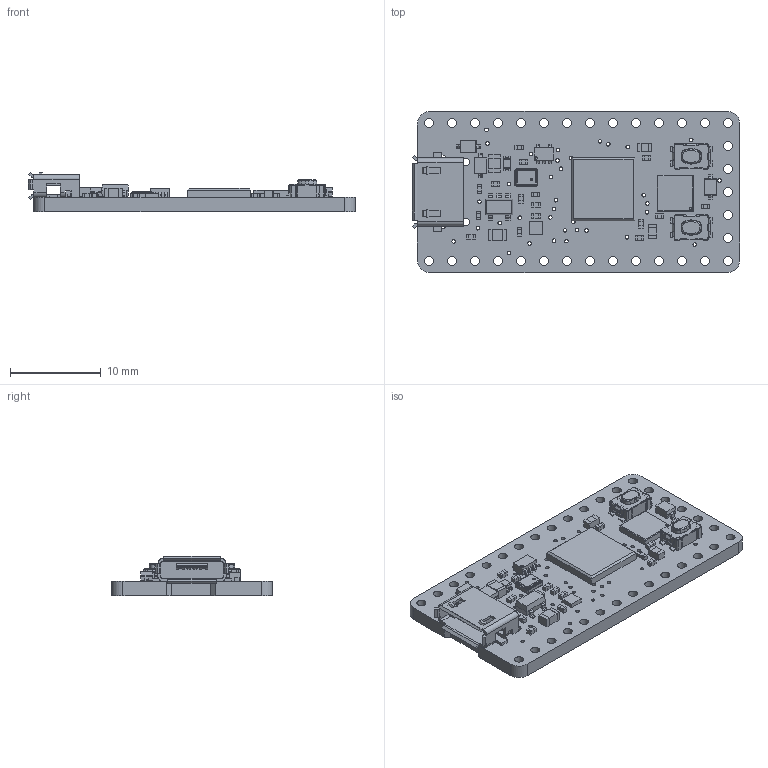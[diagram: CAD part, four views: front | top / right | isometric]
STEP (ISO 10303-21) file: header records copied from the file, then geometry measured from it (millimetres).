
FILE_DESCRIPTION(/* description */ (''),/* implementation_level */ '2;1');
FILE_NAME(/* name */ 'Adafruit ItsyBitsy RP2040 v2.step',/* time_stamp */ '2021-05-11T12:04:44-04:00',/* author */ (''),/* organization */ (''),/* preprocessor_version */ 'ST-DEVELOPER v18.1',/* originating_system */ 'Autodesk Translation Framework v10.6.0.1341',/* authorisation */ '');
FILE_SCHEMA (('AUTOMOTIVE_DESIGN { 1 0 10303 214 3 1 1 }'));
Length unit declared in the file: millimetre
Products named in the file (16): Adafruit ItsyBitsy RP2040; PCB Component; Board; 10µF; RED; 22; microUSB; AP2112K-3.3; 74HCT1G125DBV; NSR0320; GD25x16; 1uF; RP2040_QFN56; 12MHZ; KMR2; WS2812B_SK6805_1515
Assembly tree (35 placements, depth 3):
  Adafruit ItsyBitsy RP2040
    PCB Component
      Board
      10µF  x2
      RED
      22  x16
      microUSB
      AP2112K-3.3
      74HCT1G125DBV
      NSR0320  x3
      GD25x16
      1uF  x2
      RP2040_QFN56
      12MHZ
      KMR2  x2
      WS2812B_SK6805_1515
Bounding box: 36.12 x 17.78 x 4.34 mm (x, y, z)
Volume: 1098.3 mm3; surface area: 2443.4 mm2
Topology: 74 solids, 74 shells, 1801 faces, 4774 edges, 3086 vertices
Faces by surface type: plane 1310, cylinder 409, bspline 44, torus 22, cone 16
Full cylindrical faces by diameter (mm): 0.2 x1, 0.3 x2, 0.394 x47, 0.7 x2, 0.8 x2, 1 x33
Entity records: 39749 total; most frequent: CARTESIAN_POINT 8139, ORIENTED_EDGE 6450, DIRECTION 6217, EDGE_CURVE 3225, LINE 2513, VECTOR 2513, VERTEX_POINT 2080, AXIS2_PLACEMENT_3D 1852
